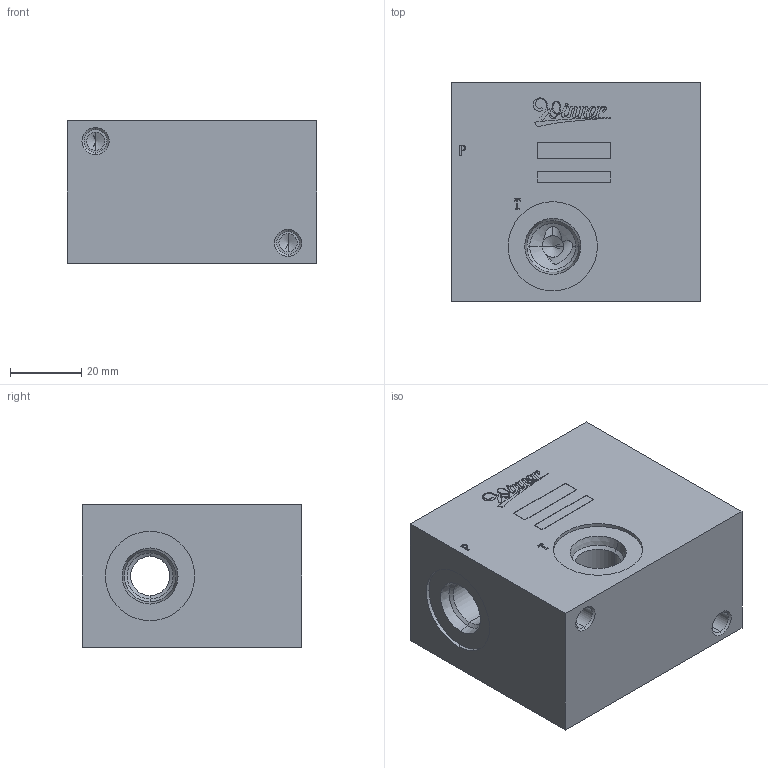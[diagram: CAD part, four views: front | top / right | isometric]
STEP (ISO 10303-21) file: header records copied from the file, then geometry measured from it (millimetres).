
FILE_DESCRIPTION (( 'STEP AP203' ), '1' );
FILE_NAME ('ML-20-HPR-10W2-08W2-S06-Z01.STEP', '2026-02-26T03:53:36', ( '' ), ( '' ), 'SwSTEP 2.0', 'SolidWorks 2018', '' );
FILE_SCHEMA (( 'CONFIG_CONTROL_DESIGN' ));
Length unit declared in the file: millimetre
Products named in the file (1): ML-20-HPR-10W2-08W2-S06-Z01
Bounding box: 70 x 61.5 x 40 mm (x, y, z)
Volume: 146088.2 mm3; surface area: 25178 mm2
Topology: 1 solids, 1 shells, 346 faces, 932 edges, 599 vertices
Faces by surface type: cylinder 186, plane 97, cone 40, bspline 17, torus 6
Entity records: 11949 total; most frequent: CARTESIAN_POINT 3019, DIRECTION 1924, ORIENTED_EDGE 1848, EDGE_CURVE 924, AXIS2_PLACEMENT_3D 726, VERTEX_POINT 599, VECTOR 472, LINE 472
